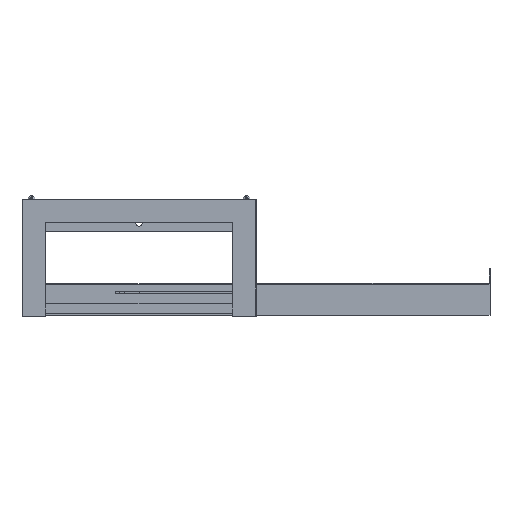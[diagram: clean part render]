
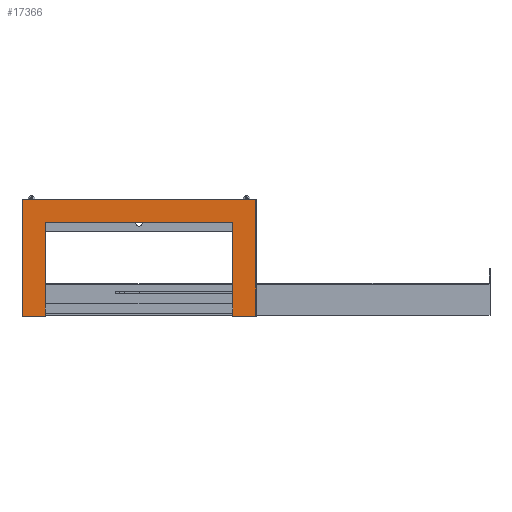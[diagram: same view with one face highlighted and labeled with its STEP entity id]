
A CAD part, front view. The second image highlights one B-rep face of the part: STEP entity #17366.
In plain terms, the highlighted planar face has unit normal (0, -1, 0).
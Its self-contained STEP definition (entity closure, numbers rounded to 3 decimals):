
#2 = VECTOR ( 'NONE', #9549, 1000. ) ;
#172 = VECTOR ( 'NONE', #300, 1000. ) ;
#293 = CARTESIAN_POINT ( 'NONE',  ( -120., 0., -30. ) ) ;
#300 = DIRECTION ( 'NONE',  ( 1., 0., 0. ) ) ;
#458 = VECTOR ( 'NONE', #7202, 1000. ) ;
#515 = CARTESIAN_POINT ( 'NONE',  ( -150., 0., 0. ) ) ;
#546 = CARTESIAN_POINT ( 'NONE',  ( -150., 0., -150. ) ) ;
#828 = CARTESIAN_POINT ( 'NONE',  ( -150., 0., 0. ) ) ;
#3056 = VERTEX_POINT ( 'NONE', #29314 ) ;
#3749 = LINE ( 'NONE', #28569, #17812 ) ;
#5337 = EDGE_CURVE ( 'NONE', #3056, #15453, #29129, .T. ) ;
#7202 = DIRECTION ( 'NONE',  ( 0., 0., 1. ) ) ;
#7210 = LINE ( 'NONE', #515, #172 ) ;
#8430 = DIRECTION ( 'NONE',  ( 0., 0., -1. ) ) ;
#8635 = CARTESIAN_POINT ( 'NONE',  ( 120., 0., 0. ) ) ;
#8656 = CARTESIAN_POINT ( 'NONE',  ( 120., 0., -150. ) ) ;
#9030 = VERTEX_POINT ( 'NONE', #29330 ) ;
#9262 = EDGE_LOOP ( 'NONE', ( #20492, #25065, #19855, #9928, #18431, #31196, #25612, #25066 ) ) ;
#9463 = VECTOR ( 'NONE', #8430, 1000. ) ;
#9549 = DIRECTION ( 'NONE',  ( 1., 0., 0. ) ) ;
#9928 = ORIENTED_EDGE ( 'NONE', *, *, #25861, .T. ) ;
#10715 = LINE ( 'NONE', #18501, #23897 ) ;
#11990 = CARTESIAN_POINT ( 'NONE',  ( 150., 0., 0. ) ) ;
#12146 = AXIS2_PLACEMENT_3D ( 'NONE', #12674, #12599, #12558 ) ;
#12193 = VERTEX_POINT ( 'NONE', #21121 ) ;
#12194 = DIRECTION ( 'NONE',  ( 0., 0., -1. ) ) ;
#12291 = VERTEX_POINT ( 'NONE', #30844 ) ;
#12558 = DIRECTION ( 'NONE',  ( -1., 0., 0. ) ) ;
#12599 = DIRECTION ( 'NONE',  ( 0., -1., 0. ) ) ;
#12674 = CARTESIAN_POINT ( 'NONE',  ( 0., 0., 0. ) ) ;
#12684 = CARTESIAN_POINT ( 'NONE',  ( 150., 0., 0. ) ) ;
#12709 = PLANE ( 'NONE',  #12146 ) ;
#13036 = CARTESIAN_POINT ( 'NONE',  ( 150., 0., -150. ) ) ;
#13087 = EDGE_CURVE ( 'NONE', #9030, #18285, #20258, .T. ) ;
#13246 = VERTEX_POINT ( 'NONE', #828 ) ;
#13619 = EDGE_CURVE ( 'NONE', #15453, #12291, #10715, .T. ) ;
#15453 = VERTEX_POINT ( 'NONE', #293 ) ;
#17366 = ADVANCED_FACE ( 'NONE', ( #23464 ), #12709, .T. ) ;
#17619 = EDGE_CURVE ( 'NONE', #12291, #9030, #30164, .T. ) ;
#17812 = VECTOR ( 'NONE', #28767, 1000. ) ;
#18263 = DIRECTION ( 'NONE',  ( 1., 0., 0. ) ) ;
#18285 = VERTEX_POINT ( 'NONE', #13036 ) ;
#18431 = ORIENTED_EDGE ( 'NONE', *, *, #5337, .T. ) ;
#18501 = CARTESIAN_POINT ( 'NONE',  ( -150., 0., -30. ) ) ;
#19855 = ORIENTED_EDGE ( 'NONE', *, *, #27931, .F. ) ;
#20258 = LINE ( 'NONE', #8656, #2 ) ;
#20492 = ORIENTED_EDGE ( 'NONE', *, *, #31581, .F. ) ;
#20717 = LINE ( 'NONE', #546, #458 ) ;
#20770 = VECTOR ( 'NONE', #25120, 1000. ) ;
#21121 = CARTESIAN_POINT ( 'NONE',  ( -150., 0., -150. ) ) ;
#23353 = LINE ( 'NONE', #11990, #29260 ) ;
#23464 = FACE_OUTER_BOUND ( 'NONE', #9262, .T. ) ;
#23897 = VECTOR ( 'NONE', #18263, 1000. ) ;
#25065 = ORIENTED_EDGE ( 'NONE', *, *, #32202, .F. ) ;
#25066 = ORIENTED_EDGE ( 'NONE', *, *, #13087, .T. ) ;
#25120 = DIRECTION ( 'NONE',  ( 0., 0., 1. ) ) ;
#25612 = ORIENTED_EDGE ( 'NONE', *, *, #17619, .T. ) ;
#25861 = EDGE_CURVE ( 'NONE', #12193, #3056, #3749, .T. ) ;
#27931 = EDGE_CURVE ( 'NONE', #12193, #13246, #20717, .T. ) ;
#28569 = CARTESIAN_POINT ( 'NONE',  ( -150., 0., -150. ) ) ;
#28767 = DIRECTION ( 'NONE',  ( 1., 0., 0. ) ) ;
#29085 = CARTESIAN_POINT ( 'NONE',  ( -120., 0., -150. ) ) ;
#29129 = LINE ( 'NONE', #29085, #20770 ) ;
#29260 = VECTOR ( 'NONE', #12194, 1000. ) ;
#29314 = CARTESIAN_POINT ( 'NONE',  ( -120., 0., -150. ) ) ;
#29330 = CARTESIAN_POINT ( 'NONE',  ( 120., 0., -150. ) ) ;
#30164 = LINE ( 'NONE', #8635, #9463 ) ;
#30844 = CARTESIAN_POINT ( 'NONE',  ( 120., 0., -30. ) ) ;
#31196 = ORIENTED_EDGE ( 'NONE', *, *, #13619, .T. ) ;
#31550 = VERTEX_POINT ( 'NONE', #12684 ) ;
#31581 = EDGE_CURVE ( 'NONE', #31550, #18285, #23353, .T. ) ;
#32202 = EDGE_CURVE ( 'NONE', #13246, #31550, #7210, .T. ) ;
